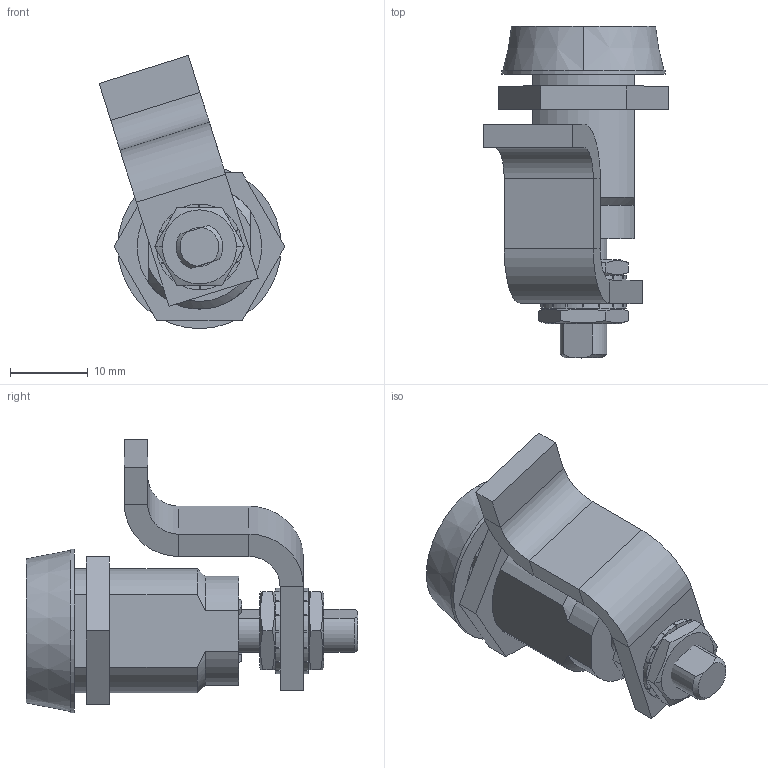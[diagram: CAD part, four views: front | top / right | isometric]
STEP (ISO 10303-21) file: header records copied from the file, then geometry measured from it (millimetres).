
FILE_DESCRIPTION((''),'2;1');
FILE_NAME('1022-U86_ASM','2013-01-30T',('ndf'),('EMKA Beschlagteile GmbH & CO KG'),'PRO/ENGINEER BY PARAMETRIC TECHNOLOGY CORPORATION, 2010330','PRO/ENGINEER BY PARAMETRIC TECHNOLOGY CORPORATION, 2010330','');
FILE_SCHEMA(('AUTOMOTIVE_DESIGN { 1 2 10303 214 0 1 1 1 }'));
Length unit declared in the file: millimetre
Products named in the file (15): 1022-S00059-0000002_00729006; 1022-S00059-0000004_00729009; 1022-S00059-0000005_00729010; 1022-S00059-0000003_00729008; 1022-S00059-0000007_00729012; 1022-S00059-0000008_00729013; 1022-S00059-0000001_00729005; 1022-05; 1022-S00059-0000009_00729014; DIN6798_A_6_4; 1022-S00059-0000010_00729471; 1022-10; 103; 1022-S00059-0000006_00733094; 1022-U86_ASM
Assembly tree (16 placements, depth 2):
  1022-U86_ASM
    1022-S00059-0000002_00729006
    1022-S00059-0000004_00729009
    1022-S00059-0000005_00729010
    1022-S00059-0000003_00729008
    1022-S00059-0000007_00729012
    1022-S00059-0000008_00729013
    1022-S00059-0000001_00729005
    1022-05
    1022-S00059-0000009_00729014
    DIN6798_A_6_4  x2
    1022-S00059-0000010_00729471  x2
    1022-10
    103
    1022-S00059-0000006_00733094
Bounding box: 23.85 x 42.62 x 35.1 mm (x, y, z)
Volume: 7576.2 mm3; surface area: 9362.6 mm2
Topology: 16 solids, 16 shells, 356 faces, 906 edges, 586 vertices
Faces by surface type: plane 198, cylinder 94, bspline 34, cone 22, torus 8
Entity records: 14326 total; most frequent: CARTESIAN_POINT 5950, ORIENTED_EDGE 1448, DIRECTION 1408, EDGE_CURVE 724, AXIS2_PLACEMENT_3D 499, VERTEX_POINT 466, VECTOR 410, LINE 410
